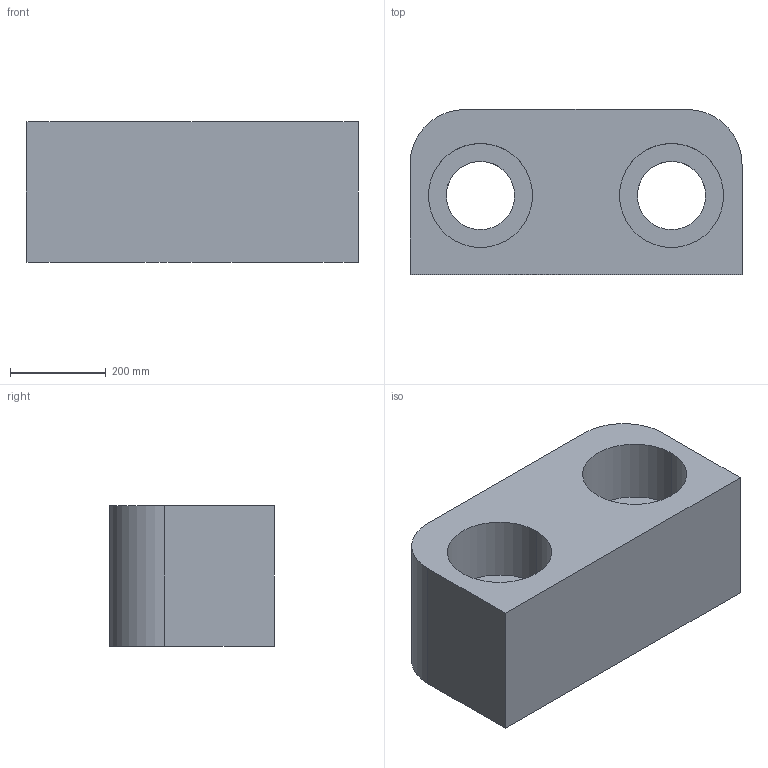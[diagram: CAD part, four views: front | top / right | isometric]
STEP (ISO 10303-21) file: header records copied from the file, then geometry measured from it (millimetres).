
FILE_DESCRIPTION(('produced by SPATIAL CORP'),'2;1');
FILE_NAME( 'retainer.step.hh.sat.stp','2002-04-22T10:02:22+00:00',('SPATIAL CORP'),( 'SPATIAL CORP'),'ACIS STEP Husk','http://www.spatial.com', 'SPATIAL CORP');
FILE_SCHEMA(('CONFIG_CONTROL_DESIGN'));
Length unit declared in the file: millimetre
Products named in the file (1): PRODUCT_ID_1
Bounding box: 695 x 345 x 295 mm (x, y, z)
Volume: 47286013.3 mm3; surface area: 1369424.8 mm2
Topology: 1 solids, 1 shells, 23 faces, 63 edges, 44 vertices
Faces by surface type: plane 12, cylinder 11
Entity records: 748 total; most frequent: ORIENTED_EDGE 126, CARTESIAN_POINT 110, DIRECTION 99, EDGE_CURVE 63, VERTEX_POINT 44, VECTOR 33, LINE 33, AXIS2_PLACEMENT_3D 33
